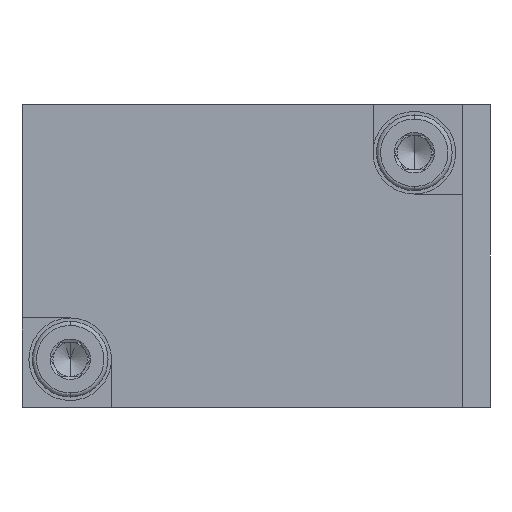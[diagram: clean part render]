
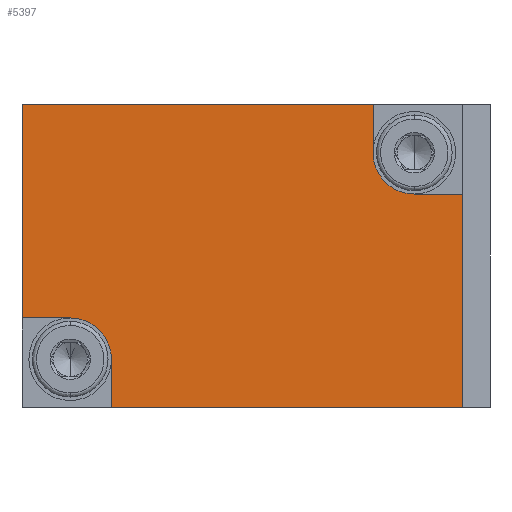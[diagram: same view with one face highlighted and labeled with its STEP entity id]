
A CAD part, front view. The second image highlights one B-rep face of the part: STEP entity #5397.
In plain terms, the highlighted planar face has unit normal (0, -1, 0).
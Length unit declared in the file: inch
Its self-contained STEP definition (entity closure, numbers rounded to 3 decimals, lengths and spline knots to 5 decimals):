
#45 = CARTESIAN_POINT ( 'NONE',  ( 0.62992, 0., 0. ) ) ;
#114 = ORIENTED_EDGE ( 'NONE', *, *, #5234, .T. ) ;
#240 = VERTEX_POINT ( 'NONE', #2522 ) ;
#505 = LINE ( 'NONE', #7104, #7705 ) ;
#510 = VERTEX_POINT ( 'NONE', #1902 ) ;
#616 = CARTESIAN_POINT ( 'NONE',  ( 0.49213, 0., 0.61024 ) ) ;
#636 = CARTESIAN_POINT ( 'NONE',  ( -0.37402, 0., 0.1378 ) ) ;
#1009 = DIRECTION ( 'NONE',  ( 0., 0., 1. ) ) ;
#1221 = EDGE_CURVE ( 'NONE', #4491, #5191, #6271, .T. ) ;
#1297 = VECTOR ( 'NONE', #3523, 39.37008 ) ;
#1374 = CARTESIAN_POINT ( 'NONE',  ( -0.62992, 0., 0.25591 ) ) ;
#1384 = CARTESIAN_POINT ( 'NONE',  ( 0.37402, 0., 0.72835 ) ) ;
#1456 = VERTEX_POINT ( 'NONE', #6164 ) ;
#1536 = CIRCLE ( 'NONE', #7011, 0.11811 ) ;
#1805 = CARTESIAN_POINT ( 'NONE',  ( -0.37402, 0., 0. ) ) ;
#1902 = CARTESIAN_POINT ( 'NONE',  ( -0.62992, 0., 0.86614 ) ) ;
#1935 = DIRECTION ( 'NONE',  ( 0., 0., 1. ) ) ;
#2005 = EDGE_CURVE ( 'NONE', #1456, #2570, #3848, .T. ) ;
#2054 = CARTESIAN_POINT ( 'NONE',  ( -0.49213, 0., 0.25591 ) ) ;
#2472 = VECTOR ( 'NONE', #6196, 39.37008 ) ;
#2522 = CARTESIAN_POINT ( 'NONE',  ( 0.62992, 0., 0.61024 ) ) ;
#2570 = VERTEX_POINT ( 'NONE', #1384 ) ;
#2777 = VECTOR ( 'NONE', #4507, 39.37008 ) ;
#2825 = LINE ( 'NONE', #1374, #1297 ) ;
#2828 = CARTESIAN_POINT ( 'NONE',  ( -0.62992, 0., 0.25591 ) ) ;
#2961 = VERTEX_POINT ( 'NONE', #7580 ) ;
#3005 = DIRECTION ( 'NONE',  ( 0., 0., -1. ) ) ;
#3270 = EDGE_LOOP ( 'NONE', ( #5073, #4392, #114, #3440, #5259, #3583, #7803, #6159, #7692, #7784 ) ) ;
#3302 = EDGE_CURVE ( 'NONE', #510, #5512, #4032, .T. ) ;
#3433 = EDGE_CURVE ( 'NONE', #5438, #240, #3587, .T. ) ;
#3440 = ORIENTED_EDGE ( 'NONE', *, *, #3302, .T. ) ;
#3523 = DIRECTION ( 'NONE',  ( -1., 0., 0. ) ) ;
#3583 = ORIENTED_EDGE ( 'NONE', *, *, #4177, .F. ) ;
#3587 = LINE ( 'NONE', #4954, #2472 ) ;
#3628 = VERTEX_POINT ( 'NONE', #2054 ) ;
#3848 = LINE ( 'NONE', #5207, #5216 ) ;
#3895 = AXIS2_PLACEMENT_3D ( 'NONE', #4359, #6963, #3005 ) ;
#4032 = LINE ( 'NONE', #5260, #6592 ) ;
#4177 = EDGE_CURVE ( 'NONE', #5191, #3628, #1536, .T. ) ;
#4280 = EDGE_CURVE ( 'NONE', #2570, #5438, #5782, .T. ) ;
#4359 = CARTESIAN_POINT ( 'NONE',  ( 0.62992, 0., 0. ) ) ;
#4392 = ORIENTED_EDGE ( 'NONE', *, *, #2005, .F. ) ;
#4491 = VERTEX_POINT ( 'NONE', #4562 ) ;
#4507 = DIRECTION ( 'NONE',  ( 1., 0., 0. ) ) ;
#4562 = CARTESIAN_POINT ( 'NONE',  ( -0.37402, 0., 0. ) ) ;
#4625 = DIRECTION ( 'NONE',  ( 0., 0., -1. ) ) ;
#4885 = EDGE_CURVE ( 'NONE', #4491, #2961, #5745, .T. ) ;
#4954 = CARTESIAN_POINT ( 'NONE',  ( 0.62992, 0., 0.61024 ) ) ;
#5073 = ORIENTED_EDGE ( 'NONE', *, *, #4280, .F. ) ;
#5191 = VERTEX_POINT ( 'NONE', #636 ) ;
#5207 = CARTESIAN_POINT ( 'NONE',  ( 0.37402, 0., 0. ) ) ;
#5216 = VECTOR ( 'NONE', #7782, 39.37008 ) ;
#5234 = EDGE_CURVE ( 'NONE', #1456, #510, #505, .T. ) ;
#5259 = ORIENTED_EDGE ( 'NONE', *, *, #6883, .F. ) ;
#5260 = CARTESIAN_POINT ( 'NONE',  ( -0.62992, 0., 0. ) ) ;
#5397 = ADVANCED_FACE ( 'NONE', ( #7003 ), #8318, .F. ) ;
#5438 = VERTEX_POINT ( 'NONE', #616 ) ;
#5512 = VERTEX_POINT ( 'NONE', #2828 ) ;
#5716 = DIRECTION ( 'NONE',  ( 0., 0., 1. ) ) ;
#5745 = LINE ( 'NONE', #45, #2777 ) ;
#5782 = CIRCLE ( 'NONE', #6878, 0.11811 ) ;
#5892 = VECTOR ( 'NONE', #5716, 39.37008 ) ;
#6159 = ORIENTED_EDGE ( 'NONE', *, *, #4885, .T. ) ;
#6164 = CARTESIAN_POINT ( 'NONE',  ( 0.37402, 0., 0.86614 ) ) ;
#6196 = DIRECTION ( 'NONE',  ( 1., 0., 0. ) ) ;
#6271 = LINE ( 'NONE', #1805, #5892 ) ;
#6548 = DIRECTION ( 'NONE',  ( -1., 0., 0. ) ) ;
#6592 = VECTOR ( 'NONE', #4625, 39.37008 ) ;
#6878 = AXIS2_PLACEMENT_3D ( 'NONE', #7475, #8148, #7386 ) ;
#6883 = EDGE_CURVE ( 'NONE', #3628, #5512, #2825, .T. ) ;
#6963 = DIRECTION ( 'NONE',  ( 0., 1., 0. ) ) ;
#7003 = FACE_OUTER_BOUND ( 'NONE', #3270, .T. ) ;
#7011 = AXIS2_PLACEMENT_3D ( 'NONE', #7267, #7820, #1935 ) ;
#7104 = CARTESIAN_POINT ( 'NONE',  ( -0.62992, 0., 0.86614 ) ) ;
#7267 = CARTESIAN_POINT ( 'NONE',  ( -0.49213, 0., 0.1378 ) ) ;
#7386 = DIRECTION ( 'NONE',  ( 0., 0., 1. ) ) ;
#7475 = CARTESIAN_POINT ( 'NONE',  ( 0.49213, 0., 0.72835 ) ) ;
#7580 = CARTESIAN_POINT ( 'NONE',  ( 0.62992, 0., 0. ) ) ;
#7661 = EDGE_CURVE ( 'NONE', #2961, #240, #8080, .T. ) ;
#7692 = ORIENTED_EDGE ( 'NONE', *, *, #7661, .T. ) ;
#7705 = VECTOR ( 'NONE', #6548, 39.37008 ) ;
#7782 = DIRECTION ( 'NONE',  ( 0., 0., -1. ) ) ;
#7784 = ORIENTED_EDGE ( 'NONE', *, *, #3433, .F. ) ;
#7803 = ORIENTED_EDGE ( 'NONE', *, *, #1221, .F. ) ;
#7820 = DIRECTION ( 'NONE',  ( 0., -1., 0. ) ) ;
#7883 = VECTOR ( 'NONE', #1009, 39.37008 ) ;
#8042 = CARTESIAN_POINT ( 'NONE',  ( 0.62992, 0., 0.86614 ) ) ;
#8080 = LINE ( 'NONE', #8042, #7883 ) ;
#8148 = DIRECTION ( 'NONE',  ( 0., -1., 0. ) ) ;
#8318 = PLANE ( 'NONE',  #3895 ) ;
